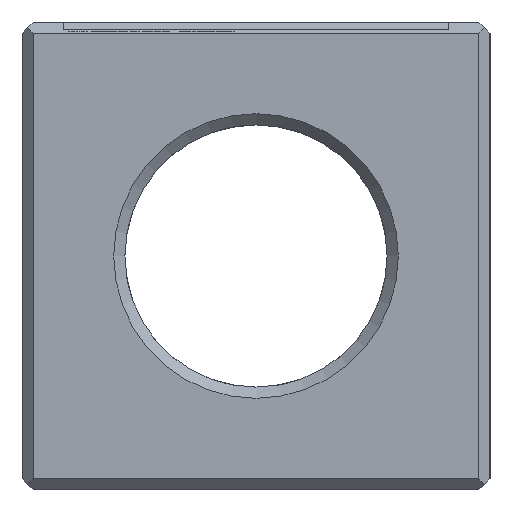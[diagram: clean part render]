
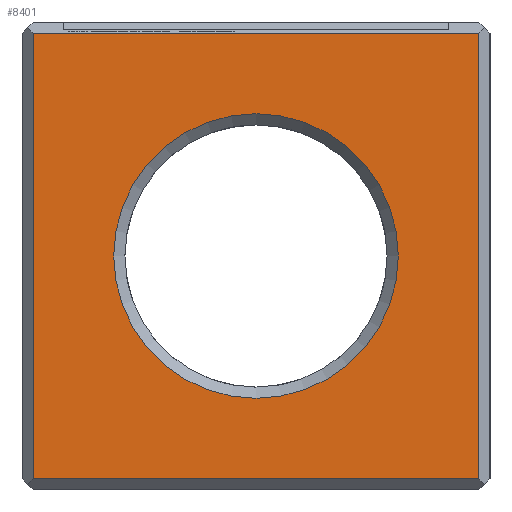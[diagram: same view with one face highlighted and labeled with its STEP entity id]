
A CAD part, left-side view. The second image highlights one B-rep face of the part: STEP entity #8401.
In plain terms, the highlighted planar face has unit normal (-1, 0, 0).
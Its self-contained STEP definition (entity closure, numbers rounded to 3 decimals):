
#72 = PLANE('',#73);
#73 = AXIS2_PLACEMENT_3D('',#74,#75,#76);
#74 = CARTESIAN_POINT('',(0.,0.,0.3));
#75 = DIRECTION('',(-0.707,0.,-0.707)
  );
#76 = DIRECTION('',(0.707,0.,-0.707));
#1832 = PLANE('',#1833);
#1833 = AXIS2_PLACEMENT_3D('',#1834,#1835,#1836);
#1834 = CARTESIAN_POINT('',(0.3,12.5,0.));
#1835 = DIRECTION('',(0.707,-0.707,0.));
#1836 = DIRECTION('',(-0.707,-0.707,0.));
#2063 = PLANE('',#2064);
#2064 = AXIS2_PLACEMENT_3D('',#2065,#2066,#2067);
#2065 = CARTESIAN_POINT('',(0.3,0.,0.));
#2066 = DIRECTION('',(-0.707,-0.707,0.));
#2067 = DIRECTION('',(-0.707,0.707,0.));
#2131 = VERTEX_POINT('',#2132);
#2132 = CARTESIAN_POINT('',(0.,0.3,0.3));
#2153 = EDGE_CURVE('',#2131,#2154,#2156,.T.);
#2154 = VERTEX_POINT('',#2155);
#2155 = CARTESIAN_POINT('',(0.,12.2,0.3));
#2156 = SURFACE_CURVE('',#2157,(#2161,#2168),.PCURVE_S1.);
#2157 = LINE('',#2158,#2159);
#2158 = CARTESIAN_POINT('',(0.,0.,0.3));
#2159 = VECTOR('',#2160,1.);
#2160 = DIRECTION('',(0.,1.,0.));
#2161 = PCURVE('',#72,#2162);
#2162 = DEFINITIONAL_REPRESENTATION('',(#2163),#2167);
#2163 = LINE('',#2164,#2165);
#2164 = CARTESIAN_POINT('',(0.,0.));
#2165 = VECTOR('',#2166,1.);
#2166 = DIRECTION('',(0.,-1.));
#2167 = ( GEOMETRIC_REPRESENTATION_CONTEXT(2) 
PARAMETRIC_REPRESENTATION_CONTEXT() REPRESENTATION_CONTEXT('2D SPACE',''
  ) );
#2168 = PCURVE('',#2169,#2174);
#2169 = PLANE('',#2170);
#2170 = AXIS2_PLACEMENT_3D('',#2171,#2172,#2173);
#2171 = CARTESIAN_POINT('',(0.,12.5,0.));
#2172 = DIRECTION('',(1.,0.,0.));
#2173 = DIRECTION('',(0.,-1.,0.));
#2174 = DEFINITIONAL_REPRESENTATION('',(#2175),#2179);
#2175 = LINE('',#2176,#2177);
#2176 = CARTESIAN_POINT('',(12.5,-0.3));
#2177 = VECTOR('',#2178,1.);
#2178 = DIRECTION('',(-1.,0.));
#2179 = ( GEOMETRIC_REPRESENTATION_CONTEXT(2) 
PARAMETRIC_REPRESENTATION_CONTEXT() REPRESENTATION_CONTEXT('2D SPACE',''
  ) );
#6428 = VERTEX_POINT('',#6429);
#6429 = CARTESIAN_POINT('',(0.,12.2,12.2));
#6443 = PLANE('',#6444);
#6444 = AXIS2_PLACEMENT_3D('',#6445,#6446,#6447);
#6445 = CARTESIAN_POINT('',(0.3,0.,12.5));
#6446 = DIRECTION('',(-0.707,0.,0.707
    ));
#6447 = DIRECTION('',(-0.707,0.,-0.707
    ));
#6455 = EDGE_CURVE('',#2154,#6428,#6456,.T.);
#6456 = SURFACE_CURVE('',#6457,(#6461,#6468),.PCURVE_S1.);
#6457 = LINE('',#6458,#6459);
#6458 = CARTESIAN_POINT('',(0.,12.2,0.));
#6459 = VECTOR('',#6460,1.);
#6460 = DIRECTION('',(0.,0.,1.));
#6461 = PCURVE('',#1832,#6462);
#6462 = DEFINITIONAL_REPRESENTATION('',(#6463),#6467);
#6463 = LINE('',#6464,#6465);
#6464 = CARTESIAN_POINT('',(0.424,-0.));
#6465 = VECTOR('',#6466,1.);
#6466 = DIRECTION('',(0.,-1.));
#6467 = ( GEOMETRIC_REPRESENTATION_CONTEXT(2) 
PARAMETRIC_REPRESENTATION_CONTEXT() REPRESENTATION_CONTEXT('2D SPACE',''
  ) );
#6468 = PCURVE('',#2169,#6469);
#6469 = DEFINITIONAL_REPRESENTATION('',(#6470),#6474);
#6470 = LINE('',#6471,#6472);
#6471 = CARTESIAN_POINT('',(0.3,0.));
#6472 = VECTOR('',#6473,1.);
#6473 = DIRECTION('',(0.,-1.));
#6474 = ( GEOMETRIC_REPRESENTATION_CONTEXT(2) 
PARAMETRIC_REPRESENTATION_CONTEXT() REPRESENTATION_CONTEXT('2D SPACE',''
  ) );
#8358 = VERTEX_POINT('',#8359);
#8359 = CARTESIAN_POINT('',(0.,0.3,12.2));
#8380 = EDGE_CURVE('',#2131,#8358,#8381,.T.);
#8381 = SURFACE_CURVE('',#8382,(#8386,#8393),.PCURVE_S1.);
#8382 = LINE('',#8383,#8384);
#8383 = CARTESIAN_POINT('',(0.,0.3,0.));
#8384 = VECTOR('',#8385,1.);
#8385 = DIRECTION('',(0.,0.,1.));
#8386 = PCURVE('',#2063,#8387);
#8387 = DEFINITIONAL_REPRESENTATION('',(#8388),#8392);
#8388 = LINE('',#8389,#8390);
#8389 = CARTESIAN_POINT('',(0.424,0.));
#8390 = VECTOR('',#8391,1.);
#8391 = DIRECTION('',(0.,-1.));
#8392 = ( GEOMETRIC_REPRESENTATION_CONTEXT(2) 
PARAMETRIC_REPRESENTATION_CONTEXT() REPRESENTATION_CONTEXT('2D SPACE',''
  ) );
#8393 = PCURVE('',#2169,#8394);
#8394 = DEFINITIONAL_REPRESENTATION('',(#8395),#8399);
#8395 = LINE('',#8396,#8397);
#8396 = CARTESIAN_POINT('',(12.2,0.));
#8397 = VECTOR('',#8398,1.);
#8398 = DIRECTION('',(0.,-1.));
#8399 = ( GEOMETRIC_REPRESENTATION_CONTEXT(2) 
PARAMETRIC_REPRESENTATION_CONTEXT() REPRESENTATION_CONTEXT('2D SPACE',''
  ) );
#8401 = ADVANCED_FACE('',(#8402,#8428),#2169,.F.);
#8402 = FACE_BOUND('',#8403,.F.);
#8403 = EDGE_LOOP('',(#8404,#8405,#8406,#8407));
#8404 = ORIENTED_EDGE('',*,*,#8380,.F.);
#8405 = ORIENTED_EDGE('',*,*,#2153,.T.);
#8406 = ORIENTED_EDGE('',*,*,#6455,.T.);
#8407 = ORIENTED_EDGE('',*,*,#8408,.F.);
#8408 = EDGE_CURVE('',#8358,#6428,#8409,.T.);
#8409 = SURFACE_CURVE('',#8410,(#8414,#8421),.PCURVE_S1.);
#8410 = LINE('',#8411,#8412);
#8411 = CARTESIAN_POINT('',(0.,0.,12.2));
#8412 = VECTOR('',#8413,1.);
#8413 = DIRECTION('',(0.,1.,0.));
#8414 = PCURVE('',#2169,#8415);
#8415 = DEFINITIONAL_REPRESENTATION('',(#8416),#8420);
#8416 = LINE('',#8417,#8418);
#8417 = CARTESIAN_POINT('',(12.5,-12.2));
#8418 = VECTOR('',#8419,1.);
#8419 = DIRECTION('',(-1.,0.));
#8420 = ( GEOMETRIC_REPRESENTATION_CONTEXT(2) 
PARAMETRIC_REPRESENTATION_CONTEXT() REPRESENTATION_CONTEXT('2D SPACE',''
  ) );
#8421 = PCURVE('',#6443,#8422);
#8422 = DEFINITIONAL_REPRESENTATION('',(#8423),#8427);
#8423 = LINE('',#8424,#8425);
#8424 = CARTESIAN_POINT('',(0.424,0.));
#8425 = VECTOR('',#8426,1.);
#8426 = DIRECTION('',(0.,-1.));
#8427 = ( GEOMETRIC_REPRESENTATION_CONTEXT(2) 
PARAMETRIC_REPRESENTATION_CONTEXT() REPRESENTATION_CONTEXT('2D SPACE',''
  ) );
#8428 = FACE_BOUND('',#8429,.F.);
#8429 = EDGE_LOOP('',(#8430));
#8430 = ORIENTED_EDGE('',*,*,#8431,.T.);
#8431 = EDGE_CURVE('',#8432,#8432,#8434,.T.);
#8432 = VERTEX_POINT('',#8433);
#8433 = CARTESIAN_POINT('',(0.,2.45,6.25));
#8434 = SURFACE_CURVE('',#8435,(#8440,#8451),.PCURVE_S1.);
#8435 = CIRCLE('',#8436,3.8);
#8436 = AXIS2_PLACEMENT_3D('',#8437,#8438,#8439);
#8437 = CARTESIAN_POINT('',(0.,6.25,6.25));
#8438 = DIRECTION('',(-1.,0.,0.));
#8439 = DIRECTION('',(0.,-1.,0.));
#8440 = PCURVE('',#2169,#8441);
#8441 = DEFINITIONAL_REPRESENTATION('',(#8442),#8450);
#8442 = ( BOUNDED_CURVE() B_SPLINE_CURVE(2,(#8443,#8444,#8445,#8446,
#8447,#8448,#8449),.UNSPECIFIED.,.T.,.F.) B_SPLINE_CURVE_WITH_KNOTS((1,2
    ,2,2,2,1),(-2.094,0.,2.094,4.189,
6.283,8.378),.UNSPECIFIED.) CURVE() 
GEOMETRIC_REPRESENTATION_ITEM() RATIONAL_B_SPLINE_CURVE((1.,0.5,1.,0.5,
1.,0.5,1.)) REPRESENTATION_ITEM('') );
#8443 = CARTESIAN_POINT('',(10.05,-6.25));
#8444 = CARTESIAN_POINT('',(10.05,-12.832));
#8445 = CARTESIAN_POINT('',(4.35,-9.541));
#8446 = CARTESIAN_POINT('',(-1.35,-6.25));
#8447 = CARTESIAN_POINT('',(4.35,-2.959));
#8448 = CARTESIAN_POINT('',(10.05,0.332));
#8449 = CARTESIAN_POINT('',(10.05,-6.25));
#8450 = ( GEOMETRIC_REPRESENTATION_CONTEXT(2) 
PARAMETRIC_REPRESENTATION_CONTEXT() REPRESENTATION_CONTEXT('2D SPACE',''
  ) );
#8451 = PCURVE('',#8452,#8457);
#8452 = CONICAL_SURFACE('',#8453,3.5,0.785);
#8453 = AXIS2_PLACEMENT_3D('',#8454,#8455,#8456);
#8454 = CARTESIAN_POINT('',(0.3,6.25,6.25));
#8455 = DIRECTION('',(-1.,-0.,-0.));
#8456 = DIRECTION('',(0.,-1.,0.));
#8457 = DEFINITIONAL_REPRESENTATION('',(#8458),#8462);
#8458 = LINE('',#8459,#8460);
#8459 = CARTESIAN_POINT('',(-0.,0.3));
#8460 = VECTOR('',#8461,1.);
#8461 = DIRECTION('',(1.,-0.));
#8462 = ( GEOMETRIC_REPRESENTATION_CONTEXT(2) 
PARAMETRIC_REPRESENTATION_CONTEXT() REPRESENTATION_CONTEXT('2D SPACE',''
  ) );
